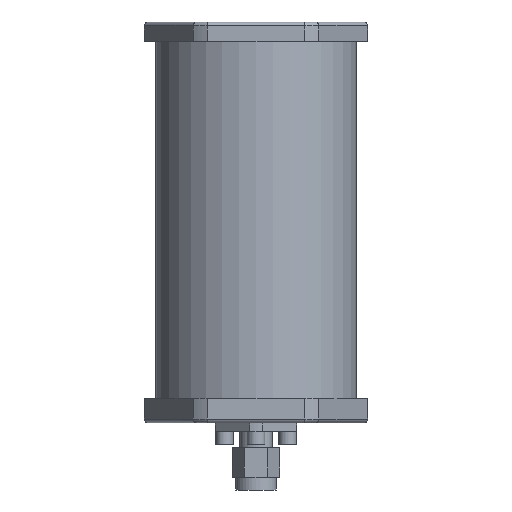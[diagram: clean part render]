
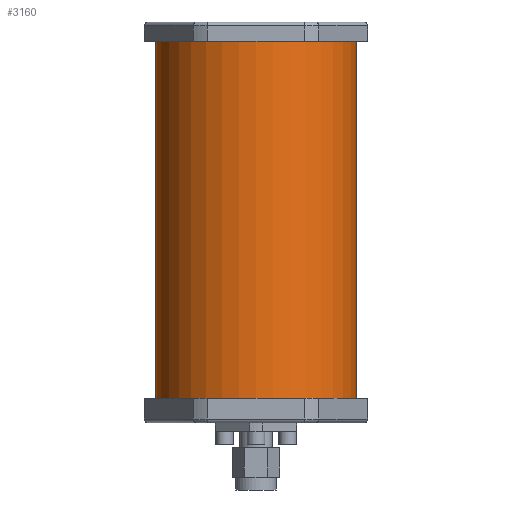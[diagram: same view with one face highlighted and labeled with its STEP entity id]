
A CAD part, front view. The second image highlights one B-rep face of the part: STEP entity #3160.
In plain terms, the highlighted cylindrical face has radius 19.431 mm (diameter 38.862 mm), a full revolution.
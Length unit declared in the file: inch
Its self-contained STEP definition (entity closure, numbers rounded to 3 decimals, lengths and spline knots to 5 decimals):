
#216=CIRCLE('',#3458,0.765);
#217=CIRCLE('',#3459,0.765);
#218=CIRCLE('',#3461,0.765);
#219=CIRCLE('',#3463,0.765);
#220=CIRCLE('',#3465,0.765);
#222=CIRCLE('',#3468,0.765);
#224=CIRCLE('',#3471,0.765);
#230=CIRCLE('',#3493,0.765);
#231=CIRCLE('',#3494,0.765);
#232=CIRCLE('',#3495,0.765);
#233=CIRCLE('',#3496,0.765);
#234=CIRCLE('',#3497,0.765);
#235=CIRCLE('',#3498,0.765);
#236=CIRCLE('',#3499,0.765);
#296=CYLINDRICAL_SURFACE('',#3492,0.765);
#477=FACE_OUTER_BOUND('',#699,.T.);
#699=EDGE_LOOP('',(#2756,#2757,#2758,#2759,#2760,#2761,#2762,#2763,#2764,
#2765,#2766,#2767,#2768,#2769,#2770,#2771));
#979=LINE('',#5735,#1249);
#1249=VECTOR('',#4360,0.765);
#1444=VERTEX_POINT('',#5135);
#1485=VERTEX_POINT('',#5421);
#1488=VERTEX_POINT('',#5431);
#1502=VERTEX_POINT('',#5641);
#1506=VERTEX_POINT('',#5653);
#1509=VERTEX_POINT('',#5663);
#1511=VERTEX_POINT('',#5671);
#1512=VERTEX_POINT('',#5677);
#1513=VERTEX_POINT('',#5681);
#1516=VERTEX_POINT('',#5689);
#1524=VERTEX_POINT('',#5734);
#1525=VERTEX_POINT('',#5736);
#1526=VERTEX_POINT('',#5741);
#1527=VERTEX_POINT('',#5743);
#1920=EDGE_CURVE('',#1488,#1511,#216,.T.);
#1921=EDGE_CURVE('',#1511,#1485,#217,.T.);
#1922=EDGE_CURVE('',#1485,#1444,#218,.T.);
#1923=EDGE_CURVE('',#1444,#1512,#219,.T.);
#1925=EDGE_CURVE('',#1512,#1513,#220,.T.);
#1929=EDGE_CURVE('',#1513,#1516,#222,.T.);
#1933=EDGE_CURVE('',#1516,#1488,#224,.T.);
#1949=EDGE_CURVE('',#1511,#1524,#979,.T.);
#1950=EDGE_CURVE('',#1525,#1524,#230,.T.);
#1951=EDGE_CURVE('',#1502,#1525,#231,.T.);
#1952=EDGE_CURVE('',#1506,#1502,#232,.T.);
#1953=EDGE_CURVE('',#1509,#1506,#233,.T.);
#1954=EDGE_CURVE('',#1526,#1509,#234,.T.);
#1955=EDGE_CURVE('',#1527,#1526,#235,.T.);
#1956=EDGE_CURVE('',#1524,#1527,#236,.T.);
#2756=ORIENTED_EDGE('',*,*,#1920,.F.);
#2757=ORIENTED_EDGE('',*,*,#1933,.F.);
#2758=ORIENTED_EDGE('',*,*,#1929,.F.);
#2759=ORIENTED_EDGE('',*,*,#1925,.F.);
#2760=ORIENTED_EDGE('',*,*,#1923,.F.);
#2761=ORIENTED_EDGE('',*,*,#1922,.F.);
#2762=ORIENTED_EDGE('',*,*,#1921,.F.);
#2763=ORIENTED_EDGE('',*,*,#1949,.T.);
#2764=ORIENTED_EDGE('',*,*,#1950,.F.);
#2765=ORIENTED_EDGE('',*,*,#1951,.F.);
#2766=ORIENTED_EDGE('',*,*,#1952,.F.);
#2767=ORIENTED_EDGE('',*,*,#1953,.F.);
#2768=ORIENTED_EDGE('',*,*,#1954,.F.);
#2769=ORIENTED_EDGE('',*,*,#1955,.F.);
#2770=ORIENTED_EDGE('',*,*,#1956,.F.);
#2771=ORIENTED_EDGE('',*,*,#1949,.F.);
#3160=ADVANCED_FACE('',(#477),#296,.T.);
#3458=AXIS2_PLACEMENT_3D('',#5672,#4275,#4276);
#3459=AXIS2_PLACEMENT_3D('',#5673,#4277,#4278);
#3461=AXIS2_PLACEMENT_3D('',#5675,#4281,#4282);
#3463=AXIS2_PLACEMENT_3D('',#5678,#4285,#4286);
#3465=AXIS2_PLACEMENT_3D('',#5682,#4290,#4291);
#3468=AXIS2_PLACEMENT_3D('',#5690,#4298,#4299);
#3471=AXIS2_PLACEMENT_3D('',#5697,#4306,#4307);
#3492=AXIS2_PLACEMENT_3D('',#5733,#4358,#4359);
#3493=AXIS2_PLACEMENT_3D('',#5737,#4361,#4362);
#3494=AXIS2_PLACEMENT_3D('',#5738,#4363,#4364);
#3495=AXIS2_PLACEMENT_3D('',#5739,#4365,#4366);
#3496=AXIS2_PLACEMENT_3D('',#5740,#4367,#4368);
#3497=AXIS2_PLACEMENT_3D('',#5742,#4369,#4370);
#3498=AXIS2_PLACEMENT_3D('',#5744,#4371,#4372);
#3499=AXIS2_PLACEMENT_3D('',#5745,#4373,#4374);
#4275=DIRECTION('center_axis',(0.,0.,1.));
#4276=DIRECTION('ref_axis',(-1.,0.,0.));
#4277=DIRECTION('center_axis',(0.,0.,1.));
#4278=DIRECTION('ref_axis',(-1.,0.,0.));
#4281=DIRECTION('center_axis',(0.,0.,1.));
#4282=DIRECTION('ref_axis',(-1.,0.,0.));
#4285=DIRECTION('center_axis',(0.,0.,1.));
#4286=DIRECTION('ref_axis',(-1.,0.,0.));
#4290=DIRECTION('center_axis',(0.,0.,1.));
#4291=DIRECTION('ref_axis',(-1.,0.,0.));
#4298=DIRECTION('center_axis',(0.,0.,1.));
#4299=DIRECTION('ref_axis',(-1.,0.,0.));
#4306=DIRECTION('center_axis',(0.,0.,1.));
#4307=DIRECTION('ref_axis',(-1.,0.,0.));
#4358=DIRECTION('center_axis',(0.,0.,1.));
#4359=DIRECTION('ref_axis',(-1.,0.,0.));
#4360=DIRECTION('',(0.,0.,-1.));
#4361=DIRECTION('center_axis',(0.,0.,-1.));
#4362=DIRECTION('ref_axis',(-1.,0.,0.));
#4363=DIRECTION('center_axis',(0.,0.,-1.));
#4364=DIRECTION('ref_axis',(-1.,0.,0.));
#4365=DIRECTION('center_axis',(0.,0.,-1.));
#4366=DIRECTION('ref_axis',(-1.,0.,0.));
#4367=DIRECTION('center_axis',(0.,0.,-1.));
#4368=DIRECTION('ref_axis',(-1.,0.,0.));
#4369=DIRECTION('center_axis',(0.,0.,-1.));
#4370=DIRECTION('ref_axis',(-1.,0.,0.));
#4371=DIRECTION('center_axis',(0.,0.,-1.));
#4372=DIRECTION('ref_axis',(-1.,0.,0.));
#4373=DIRECTION('center_axis',(0.,0.,-1.));
#4374=DIRECTION('ref_axis',(-1.,0.,0.));
#5135=CARTESIAN_POINT('',(0.,0.765,2.904));
#5421=CARTESIAN_POINT('',(0.66251,0.3825,2.904));
#5431=CARTESIAN_POINT('',(0.66251,-0.3825,2.904));
#5641=CARTESIAN_POINT('',(0.,0.765,0.187));
#5653=CARTESIAN_POINT('',(-0.66251,0.3825,0.187));
#5663=CARTESIAN_POINT('',(-0.66251,-0.3825,0.187));
#5671=CARTESIAN_POINT('',(0.765,0.,2.904));
#5672=CARTESIAN_POINT('Origin',(0.,0.,2.904));
#5673=CARTESIAN_POINT('Origin',(0.,0.,2.904));
#5675=CARTESIAN_POINT('Origin',(0.,0.,2.904));
#5677=CARTESIAN_POINT('',(-0.66251,0.3825,2.904));
#5678=CARTESIAN_POINT('Origin',(0.,0.,2.904));
#5681=CARTESIAN_POINT('',(-0.66251,-0.3825,2.904));
#5682=CARTESIAN_POINT('Origin',(0.,0.,2.904));
#5689=CARTESIAN_POINT('',(0.,-0.765,2.904));
#5690=CARTESIAN_POINT('Origin',(0.,0.,2.904));
#5697=CARTESIAN_POINT('Origin',(0.,0.,2.904));
#5733=CARTESIAN_POINT('Origin',(0.,0.,0.187));
#5734=CARTESIAN_POINT('',(0.765,0.,0.187));
#5735=CARTESIAN_POINT('',(0.765,0.,0.187));
#5736=CARTESIAN_POINT('',(0.66251,0.3825,0.187));
#5737=CARTESIAN_POINT('Origin',(0.,0.,0.187));
#5738=CARTESIAN_POINT('Origin',(0.,0.,0.187));
#5739=CARTESIAN_POINT('Origin',(0.,0.,0.187));
#5740=CARTESIAN_POINT('Origin',(0.,0.,0.187));
#5741=CARTESIAN_POINT('',(0.,-0.765,0.187));
#5742=CARTESIAN_POINT('Origin',(0.,0.,0.187));
#5743=CARTESIAN_POINT('',(0.66251,-0.3825,0.187));
#5744=CARTESIAN_POINT('Origin',(0.,0.,0.187));
#5745=CARTESIAN_POINT('Origin',(0.,0.,0.187));
